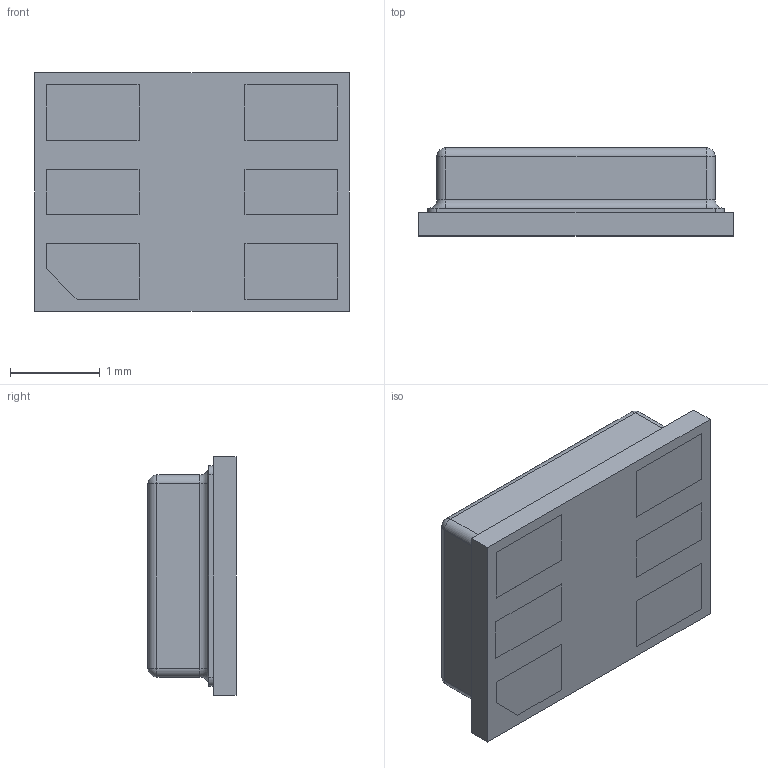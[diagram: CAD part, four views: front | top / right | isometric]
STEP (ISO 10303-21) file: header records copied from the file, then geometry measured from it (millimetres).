
FILE_DESCRIPTION (( 'STEP AP214' ), '1' );
FILE_NAME ('User Library-ICS-40619.STEP', '2021-01-21T07:53:29', ( '' ), ( '' ), 'SwSTEP 2.0', 'SolidWorks 2020', '' );
FILE_SCHEMA (( 'AUTOMOTIVE_DESIGN' ));
Length unit declared in the file: millimetre
Products named in the file (1): User Library-ICS-40619
Bounding box: 3.5 x 0.98 x 2.65 mm (x, y, z)
Volume: 7.4 mm3; surface area: 28.9 mm2
Topology: 1 solids, 1 shells, 357 faces, 931 edges, 608 vertices
Faces by surface type: plane 180, bspline 139, cylinder 28, torus 4, sphere 4, cone 2
Entity records: 19364 total; most frequent: CARTESIAN_POINT 10582, ORIENTED_EDGE 1854, DIRECTION 1149, EDGE_CURVE 927, VERTEX_POINT 608, LINE 583, VECTOR 583, EDGE_LOOP 393
